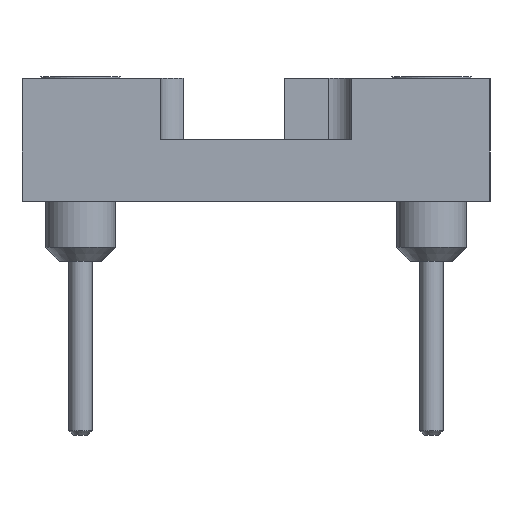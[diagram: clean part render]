
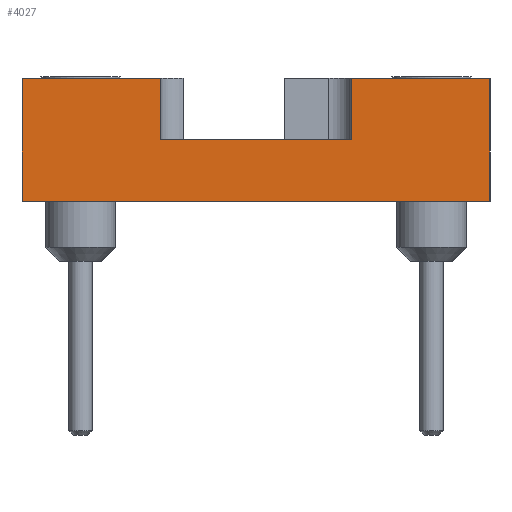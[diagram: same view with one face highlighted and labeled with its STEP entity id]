
A CAD part, front view. The second image highlights one B-rep face of the part: STEP entity #4027.
In plain terms, the highlighted planar face has unit normal (0, -1, 0).
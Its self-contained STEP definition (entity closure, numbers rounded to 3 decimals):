
#25 = CARTESIAN_POINT ( 'NONE',  ( -1.27, -19.05, 1.3 ) ) ;
#131 = CARTESIAN_POINT ( 'NONE',  ( 8.89, -19.05, 3.967 ) ) ;
#175 = EDGE_CURVE ( 'NONE', #4504, #7369, #7367, .T. ) ;
#186 = ORIENTED_EDGE ( 'NONE', *, *, #175, .F. ) ;
#593 = ORIENTED_EDGE ( 'NONE', *, *, #3018, .F. ) ;
#596 = CARTESIAN_POINT ( 'NONE',  ( 1.73, -19.05, 3.967 ) ) ;
#619 = DIRECTION ( 'NONE',  ( 1., 0., 0. ) ) ;
#851 = ORIENTED_EDGE ( 'NONE', *, *, #7927, .F. ) ;
#973 = EDGE_CURVE ( 'NONE', #3540, #2484, #3125, .T. ) ;
#1038 = VECTOR ( 'NONE', #2899, 1000. ) ;
#1128 = DIRECTION ( 'NONE',  ( 1., 0., 0. ) ) ;
#1329 = DIRECTION ( 'NONE',  ( -1., 0., 0. ) ) ;
#1390 = CARTESIAN_POINT ( 'NONE',  ( -1.27, -19.05, 3.967 ) ) ;
#1525 = DIRECTION ( 'NONE',  ( -1., 0., 0. ) ) ;
#1779 = EDGE_LOOP ( 'NONE', ( #851, #7537, #593, #4423, #186, #3480, #8749, #3099 ) ) ;
#2039 = VECTOR ( 'NONE', #5996, 1000. ) ;
#2056 = CARTESIAN_POINT ( 'NONE',  ( 1.73, -19.05, 1.3 ) ) ;
#2268 = EDGE_CURVE ( 'NONE', #7369, #5283, #7805, .T. ) ;
#2484 = VERTEX_POINT ( 'NONE', #8687 ) ;
#2867 = VERTEX_POINT ( 'NONE', #7859 ) ;
#2899 = DIRECTION ( 'NONE',  ( 1., 0., 0. ) ) ;
#2961 = CARTESIAN_POINT ( 'NONE',  ( -1.27, -19.05, 2.634 ) ) ;
#3018 = EDGE_CURVE ( 'NONE', #5283, #2867, #8651, .T. ) ;
#3099 = ORIENTED_EDGE ( 'NONE', *, *, #7013, .F. ) ;
#3125 = LINE ( 'NONE', #25, #6274 ) ;
#3430 = CARTESIAN_POINT ( 'NONE',  ( -1.27, -19.05, 1.3 ) ) ;
#3480 = ORIENTED_EDGE ( 'NONE', *, *, #7852, .F. ) ;
#3540 = VERTEX_POINT ( 'NONE', #4196 ) ;
#3732 = DIRECTION ( 'NONE',  ( 0., 0., -1. ) ) ;
#4027 = ADVANCED_FACE ( 'NONE', ( #6198 ), #4773, .F. ) ;
#4039 = CARTESIAN_POINT ( 'NONE',  ( 5.89, -19.05, 3.967 ) ) ;
#4114 = LINE ( 'NONE', #4579, #2039 ) ;
#4196 = CARTESIAN_POINT ( 'NONE',  ( 8.89, -19.05, 1.3 ) ) ;
#4325 = VECTOR ( 'NONE', #1128, 1000. ) ;
#4398 = VERTEX_POINT ( 'NONE', #131 ) ;
#4423 = ORIENTED_EDGE ( 'NONE', *, *, #2268, .F. ) ;
#4504 = VERTEX_POINT ( 'NONE', #1390 ) ;
#4579 = CARTESIAN_POINT ( 'NONE',  ( 5.89, -19.05, 1.3 ) ) ;
#4724 = CARTESIAN_POINT ( 'NONE',  ( -1.27, -19.05, 1.3 ) ) ;
#4728 = VECTOR ( 'NONE', #3732, 1000. ) ;
#4773 = PLANE ( 'NONE',  #7544 ) ;
#4787 = CARTESIAN_POINT ( 'NONE',  ( -1.27, -19.05, 3.967 ) ) ;
#4812 = LINE ( 'NONE', #4787, #8624 ) ;
#5283 = VERTEX_POINT ( 'NONE', #5762 ) ;
#5375 = EDGE_CURVE ( 'NONE', #2867, #6775, #4114, .T. ) ;
#5478 = VECTOR ( 'NONE', #7438, 1000. ) ;
#5762 = CARTESIAN_POINT ( 'NONE',  ( 1.73, -19.05, 2.634 ) ) ;
#5966 = VECTOR ( 'NONE', #7621, 1000. ) ;
#5996 = DIRECTION ( 'NONE',  ( 0., 0., 1. ) ) ;
#6198 = FACE_OUTER_BOUND ( 'NONE', #1779, .T. ) ;
#6274 = VECTOR ( 'NONE', #1525, 1000. ) ;
#6476 = CARTESIAN_POINT ( 'NONE',  ( 8.89, -19.05, 1.3 ) ) ;
#6586 = LINE ( 'NONE', #6476, #4728 ) ;
#6775 = VERTEX_POINT ( 'NONE', #4039 ) ;
#7013 = EDGE_CURVE ( 'NONE', #4398, #3540, #6586, .T. ) ;
#7367 = LINE ( 'NONE', #8845, #4325 ) ;
#7369 = VERTEX_POINT ( 'NONE', #596 ) ;
#7438 = DIRECTION ( 'NONE',  ( 0., 0., 1. ) ) ;
#7537 = ORIENTED_EDGE ( 'NONE', *, *, #5375, .F. ) ;
#7544 = AXIS2_PLACEMENT_3D ( 'NONE', #3430, #7598, #1329 ) ;
#7598 = DIRECTION ( 'NONE',  ( 0., 1., 0. ) ) ;
#7621 = DIRECTION ( 'NONE',  ( 0., 0., -1. ) ) ;
#7805 = LINE ( 'NONE', #2056, #5966 ) ;
#7852 = EDGE_CURVE ( 'NONE', #2484, #4504, #8287, .T. ) ;
#7859 = CARTESIAN_POINT ( 'NONE',  ( 5.89, -19.05, 2.634 ) ) ;
#7927 = EDGE_CURVE ( 'NONE', #6775, #4398, #4812, .T. ) ;
#8287 = LINE ( 'NONE', #4724, #5478 ) ;
#8624 = VECTOR ( 'NONE', #619, 1000. ) ;
#8651 = LINE ( 'NONE', #2961, #1038 ) ;
#8687 = CARTESIAN_POINT ( 'NONE',  ( -1.27, -19.05, 1.3 ) ) ;
#8749 = ORIENTED_EDGE ( 'NONE', *, *, #973, .F. ) ;
#8845 = CARTESIAN_POINT ( 'NONE',  ( -1.27, -19.05, 3.967 ) ) ;
